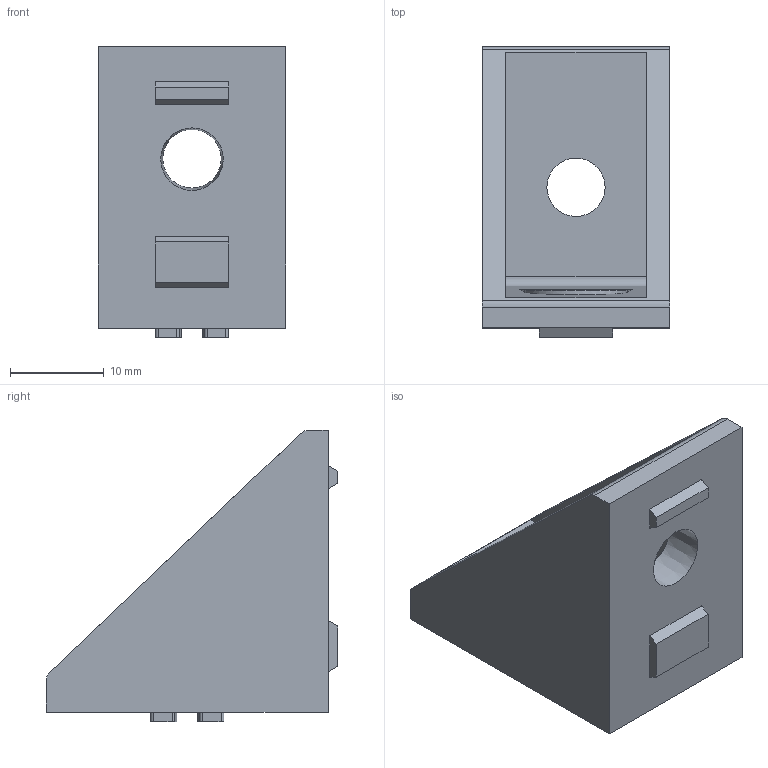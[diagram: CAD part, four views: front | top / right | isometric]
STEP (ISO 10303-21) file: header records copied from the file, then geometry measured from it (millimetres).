
FILE_DESCRIPTION( ( 'STEP AP214' ), ' ' );
FILE_NAME( 'HBLFSN6.stp', '2017-11-21T00:48:32', ( '' ), ( '' ), ' ', 'PARTsolutions', ' ' );
FILE_SCHEMA( ( 'AUTOMOTIVE_DESIGN { 1 0 10303 214 1 1 1 1 }' ) );
Length unit declared in the file: millimetre
Products named in the file (2): HBLFSN6; _HBLFSN6_b
Assembly tree (1 placements, depth 2):
  HBLFSN6
    _HBLFSN6_b
Bounding box: 20 x 31 x 31 mm (x, y, z)
Volume: 6017.9 mm3; surface area: 4109.7 mm2
Topology: 1 solids, 1 shells, 71 faces, 188 edges, 123 vertices
Faces by surface type: plane 49, cylinder 20, cone 2
Entity records: 2783 total; most frequent: DIRECTION 381, CARTESIAN_POINT 378, ORIENTED_EDGE 368, EDGE_CURVE 184, LINE 133, VECTOR 133, AXIS2_PLACEMENT_3D 124, VERTEX_POINT 121
